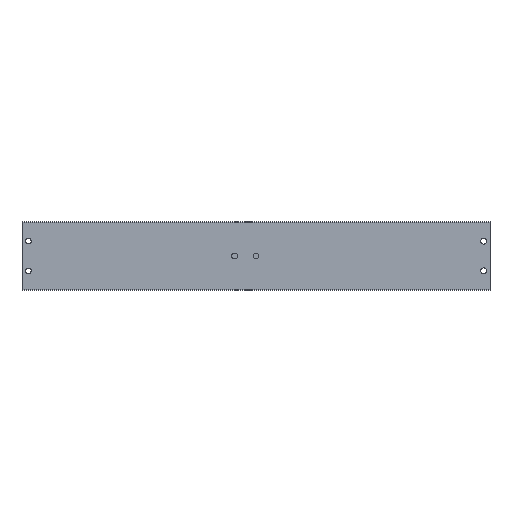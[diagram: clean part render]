
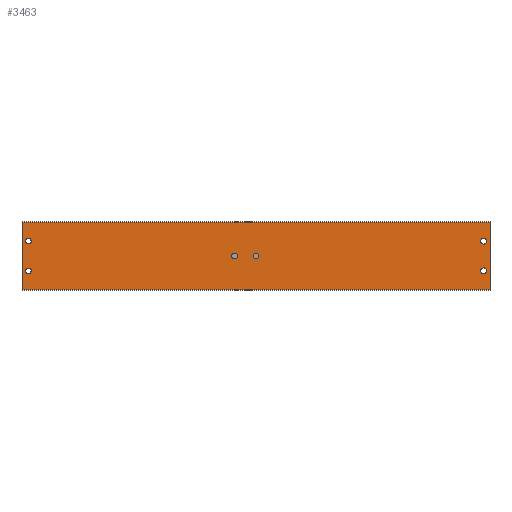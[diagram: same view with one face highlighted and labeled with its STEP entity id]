
A CAD part, top view. The second image highlights one B-rep face of the part: STEP entity #3463.
In plain terms, the highlighted planar face has unit normal (0, 0, 1).
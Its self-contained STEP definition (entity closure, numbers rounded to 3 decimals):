
#123=LINE('',#5214,#378);
#124=LINE('',#5216,#379);
#125=LINE('',#5218,#380);
#126=LINE('',#5219,#381);
#378=VECTOR('',#4149,79.);
#379=VECTOR('',#4150,550.);
#380=VECTOR('',#4151,79.);
#381=VECTOR('',#4152,550.);
#633=PLANE('',#3710);
#721=FACE_BOUND('',#1029,.T.);
#722=FACE_BOUND('',#1030,.T.);
#723=FACE_BOUND('',#1031,.T.);
#724=FACE_BOUND('',#1032,.T.);
#725=FACE_BOUND('',#1033,.T.);
#726=FACE_BOUND('',#1034,.T.);
#811=FACE_OUTER_BOUND('',#1028,.T.);
#1028=EDGE_LOOP('',(#2382,#2383,#2384,#2385));
#1029=EDGE_LOOP('',(#2386));
#1030=EDGE_LOOP('',(#2387));
#1031=EDGE_LOOP('',(#2388));
#1032=EDGE_LOOP('',(#2389));
#1033=EDGE_LOOP('',(#2390));
#1034=EDGE_LOOP('',(#2391));
#1305=CIRCLE('',#3685,3.3);
#1307=CIRCLE('',#3688,3.3);
#1311=CIRCLE('',#3694,3.5);
#1314=CIRCLE('',#3699,3.5);
#1317=CIRCLE('',#3704,3.5);
#1320=CIRCLE('',#3709,3.5);
#1507=VERTEX_POINT('',#5170);
#1509=VERTEX_POINT('',#5175);
#1513=VERTEX_POINT('',#5185);
#1516=VERTEX_POINT('',#5193);
#1519=VERTEX_POINT('',#5201);
#1522=VERTEX_POINT('',#5209);
#1523=VERTEX_POINT('',#5212);
#1524=VERTEX_POINT('',#5213);
#1525=VERTEX_POINT('',#5215);
#1526=VERTEX_POINT('',#5217);
#1869=EDGE_CURVE('',#1507,#1507,#1305,.T.);
#1871=EDGE_CURVE('',#1509,#1509,#1307,.T.);
#1875=EDGE_CURVE('',#1513,#1513,#1311,.T.);
#1878=EDGE_CURVE('',#1516,#1516,#1314,.T.);
#1881=EDGE_CURVE('',#1519,#1519,#1317,.T.);
#1884=EDGE_CURVE('',#1522,#1522,#1320,.T.);
#1885=EDGE_CURVE('',#1523,#1524,#123,.T.);
#1886=EDGE_CURVE('',#1524,#1525,#124,.T.);
#1887=EDGE_CURVE('',#1526,#1525,#125,.T.);
#1888=EDGE_CURVE('',#1526,#1523,#126,.T.);
#2382=ORIENTED_EDGE('',*,*,#1885,.T.);
#2383=ORIENTED_EDGE('',*,*,#1886,.T.);
#2384=ORIENTED_EDGE('',*,*,#1887,.F.);
#2385=ORIENTED_EDGE('',*,*,#1888,.T.);
#2386=ORIENTED_EDGE('',*,*,#1869,.T.);
#2387=ORIENTED_EDGE('',*,*,#1871,.T.);
#2388=ORIENTED_EDGE('',*,*,#1875,.T.);
#2389=ORIENTED_EDGE('',*,*,#1878,.T.);
#2390=ORIENTED_EDGE('',*,*,#1881,.T.);
#2391=ORIENTED_EDGE('',*,*,#1884,.T.);
#3463=ADVANCED_FACE('',(#811,#721,#722,#723,#724,#725,#726),#633,.F.);
#3685=AXIS2_PLACEMENT_3D('',#5171,#4097,#4098);
#3688=AXIS2_PLACEMENT_3D('',#5176,#4103,#4104);
#3694=AXIS2_PLACEMENT_3D('',#5186,#4115,#4116);
#3699=AXIS2_PLACEMENT_3D('',#5194,#4125,#4126);
#3704=AXIS2_PLACEMENT_3D('',#5202,#4135,#4136);
#3709=AXIS2_PLACEMENT_3D('',#5210,#4145,#4146);
#3710=AXIS2_PLACEMENT_3D('',#5211,#4147,#4148);
#4097=DIRECTION('center_axis',(0.,0.,-1.));
#4098=DIRECTION('ref_axis',(-1.,0.,0.));
#4103=DIRECTION('center_axis',(0.,0.,-1.));
#4104=DIRECTION('ref_axis',(-1.,0.,0.));
#4115=DIRECTION('center_axis',(0.,0.,-1.));
#4116=DIRECTION('ref_axis',(-1.,0.,0.));
#4125=DIRECTION('center_axis',(0.,0.,-1.));
#4126=DIRECTION('ref_axis',(-1.,0.,0.));
#4135=DIRECTION('center_axis',(0.,0.,-1.));
#4136=DIRECTION('ref_axis',(-1.,0.,0.));
#4145=DIRECTION('center_axis',(0.,0.,-1.));
#4146=DIRECTION('ref_axis',(-1.,0.,0.));
#4147=DIRECTION('center_axis',(0.,0.,-1.));
#4148=DIRECTION('ref_axis',(-1.,0.,0.));
#4149=DIRECTION('',(0.,-1.,0.));
#4150=DIRECTION('',(1.,0.,0.));
#4151=DIRECTION('',(0.,-1.,0.));
#4152=DIRECTION('',(-1.,0.,0.));
#5170=CARTESIAN_POINT('',(-270.8,17.5,0.));
#5171=CARTESIAN_POINT('Origin',(-267.5,17.5,0.));
#5175=CARTESIAN_POINT('',(-270.8,-17.5,0.));
#5176=CARTESIAN_POINT('Origin',(-267.5,-17.5,0.));
#5185=CARTESIAN_POINT('',(-3.5,0.,0.));
#5186=CARTESIAN_POINT('Origin',(0.,0.,0.));
#5193=CARTESIAN_POINT('',(-28.5,0.,0.));
#5194=CARTESIAN_POINT('Origin',(-25.,0.,0.));
#5201=CARTESIAN_POINT('',(264.,17.5,0.));
#5202=CARTESIAN_POINT('Origin',(267.5,17.5,0.));
#5209=CARTESIAN_POINT('',(264.,-17.5,0.));
#5210=CARTESIAN_POINT('Origin',(267.5,-17.5,0.));
#5211=CARTESIAN_POINT('Origin',(275.,-40.,0.));
#5212=CARTESIAN_POINT('',(-275.,39.5,0.));
#5213=CARTESIAN_POINT('',(-275.,-39.5,0.));
#5214=CARTESIAN_POINT('',(-275.,-40.,0.));
#5215=CARTESIAN_POINT('',(275.,-39.5,0.));
#5216=CARTESIAN_POINT('',(275.,-39.5,0.));
#5217=CARTESIAN_POINT('',(275.,39.5,0.));
#5218=CARTESIAN_POINT('',(275.,-40.,0.));
#5219=CARTESIAN_POINT('',(275.,39.5,0.));
